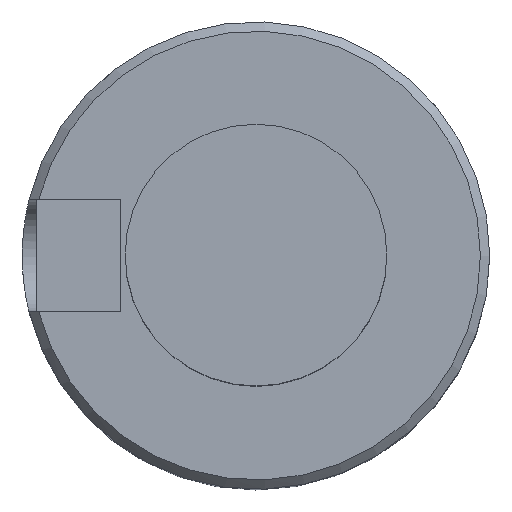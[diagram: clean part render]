
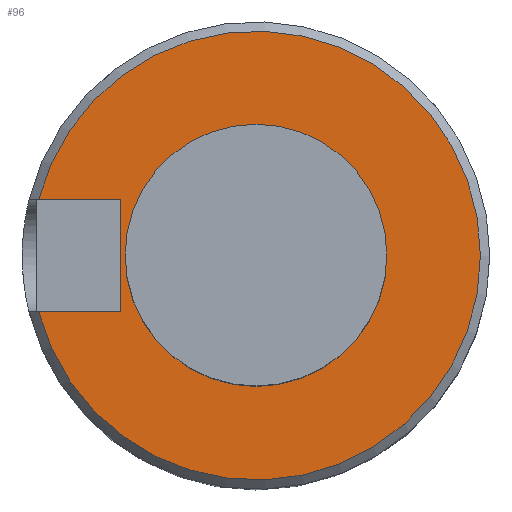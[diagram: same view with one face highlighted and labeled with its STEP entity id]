
A CAD part, top view. The second image highlights one B-rep face of the part: STEP entity #96.
In plain terms, the highlighted planar face has unit normal (0, 0, 1).
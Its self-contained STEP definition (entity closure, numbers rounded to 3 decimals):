
#56=FACE_BOUND('',#149,.T.);
#57=FACE_BOUND('',#150,.T.);
#96=ADVANCED_FACE('',(#56,#57),#109,.T.);
#109=PLANE('',#402);
#149=EDGE_LOOP('',(#222));
#150=EDGE_LOOP('',(#223,#224,#225,#226));
#156=CIRCLE('',#381,14.);
#165=CIRCLE('',#401,24.);
#222=ORIENTED_EDGE('',*,*,#275,.T.);
#223=ORIENTED_EDGE('',*,*,#293,.T.);
#224=ORIENTED_EDGE('',*,*,#294,.T.);
#225=ORIENTED_EDGE('',*,*,#295,.T.);
#226=ORIENTED_EDGE('',*,*,#287,.F.);
#245=VERTEX_POINT('',#537);
#256=VERTEX_POINT('',#576);
#258=VERTEX_POINT('',#579);
#260=VERTEX_POINT('',#591);
#261=VERTEX_POINT('',#595);
#275=EDGE_CURVE('',#245,#245,#156,.T.);
#287=EDGE_CURVE('',#256,#258,#310,.T.);
#293=EDGE_CURVE('',#256,#260,#314,.T.);
#294=EDGE_CURVE('',#260,#261,#165,.T.);
#295=EDGE_CURVE('',#261,#258,#315,.T.);
#310=LINE('',#578,#329);
#314=LINE('',#592,#333);
#315=LINE('',#596,#334);
#329=VECTOR('',#478,1.);
#333=VECTOR('',#488,1.);
#334=VECTOR('',#493,1.);
#381=AXIS2_PLACEMENT_3D('',#536,#443,#444);
#401=AXIS2_PLACEMENT_3D('',#594,#491,#492);
#402=AXIS2_PLACEMENT_3D('',#597,#494,#495);
#443=DIRECTION('',(0.,0.,-1.));
#444=DIRECTION('',(0.,1.,0.));
#478=DIRECTION('',(0.,1.,0.));
#488=DIRECTION('',(-1.,0.,0.));
#491=DIRECTION('',(0.,0.,1.));
#492=DIRECTION('',(1.,0.,0.));
#493=DIRECTION('',(1.,0.,0.));
#494=DIRECTION('',(0.,0.,1.));
#495=DIRECTION('',(0.,-1.,0.));
#536=CARTESIAN_POINT('',(0.,0.,0.));
#537=CARTESIAN_POINT('',(0.,14.,0.));
#576=CARTESIAN_POINT('',(-14.5,-6.01,0.));
#578=CARTESIAN_POINT('',(-14.5,0.,0.));
#579=CARTESIAN_POINT('',(-14.5,6.01,0.));
#591=CARTESIAN_POINT('',(-23.235,-6.01,0.));
#592=CARTESIAN_POINT('',(0.,-6.01,0.));
#594=CARTESIAN_POINT('',(0.,0.,0.));
#595=CARTESIAN_POINT('',(-23.235,6.01,0.));
#596=CARTESIAN_POINT('',(0.,6.01,0.));
#597=CARTESIAN_POINT('',(0.,0.,0.));
